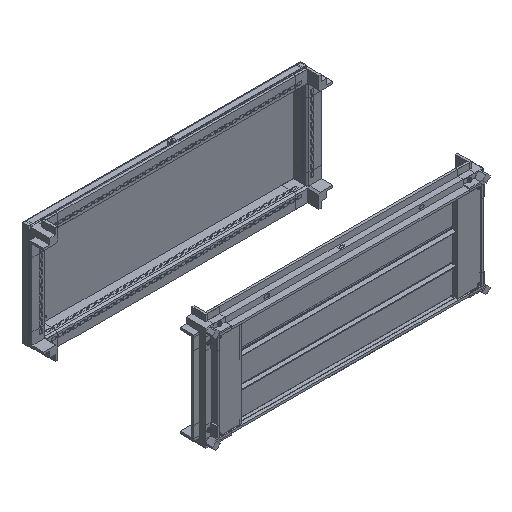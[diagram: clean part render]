
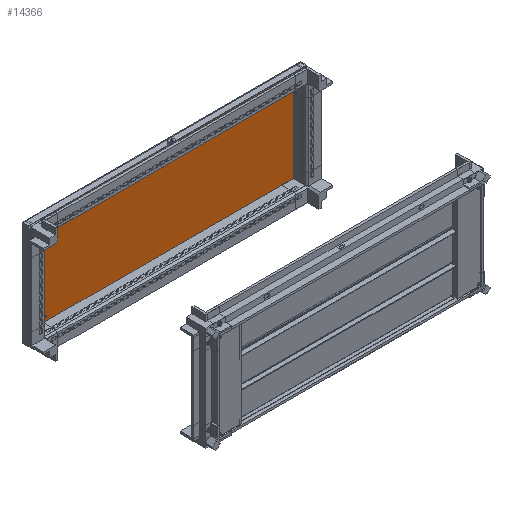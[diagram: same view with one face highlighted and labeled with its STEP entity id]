
A CAD part, isometric view. The second image highlights one B-rep face of the part: STEP entity #14366.
In plain terms, the highlighted planar face has unit normal (0, -1, 0).
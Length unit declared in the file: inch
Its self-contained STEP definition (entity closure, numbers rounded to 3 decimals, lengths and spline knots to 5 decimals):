
#4590 = CARTESIAN_POINT ( 'NONE',  ( -18.87787, 24.44157, 7.06685 ) ) ;
#14366 = ADVANCED_FACE ( 'NONE', ( #164824 ), #59753, .T. ) ;
#14678 = DIRECTION ( 'NONE',  ( 0., 0., -1. ) ) ;
#17301 = VERTEX_POINT ( 'NONE', #4590 ) ;
#19119 = ORIENTED_EDGE ( 'NONE', *, *, #43892, .T. ) ;
#24073 = CARTESIAN_POINT ( 'NONE',  ( -18.87787, 24.44157, 7.06685 ) ) ;
#24296 = EDGE_CURVE ( 'NONE', #118529, #126379, #111005, .T. ) ;
#38866 = CARTESIAN_POINT ( 'NONE',  ( 0., 24.44157, 0. ) ) ;
#43892 = EDGE_CURVE ( 'NONE', #193019, #118529, #165012, .T. ) ;
#44593 = CARTESIAN_POINT ( 'NONE',  ( -18.87787, 24.44157, -7.06685 ) ) ;
#58364 = EDGE_CURVE ( 'NONE', #17301, #193019, #59905, .T. ) ;
#59753 = PLANE ( 'NONE',  #83004 ) ;
#59905 = LINE ( 'NONE', #44593, #216850 ) ;
#64026 = CARTESIAN_POINT ( 'NONE',  ( 18.87787, 24.44157, -7.06685 ) ) ;
#70179 = DIRECTION ( 'NONE',  ( 1., 0., 0. ) ) ;
#71664 = DIRECTION ( 'NONE',  ( 0., 0., 1. ) ) ;
#79212 = VECTOR ( 'NONE', #134740, 39.37008 ) ;
#79476 = DIRECTION ( 'NONE',  ( 0., -1., 0. ) ) ;
#82623 = VECTOR ( 'NONE', #71664, 39.37008 ) ;
#83004 = AXIS2_PLACEMENT_3D ( 'NONE', #38866, #79476, #14678 ) ;
#86576 = ORIENTED_EDGE ( 'NONE', *, *, #58364, .T. ) ;
#88602 = CARTESIAN_POINT ( 'NONE',  ( -18.87787, 24.44157, -7.06685 ) ) ;
#100323 = LINE ( 'NONE', #24073, #79212 ) ;
#111005 = LINE ( 'NONE', #166443, #82623 ) ;
#118529 = VERTEX_POINT ( 'NONE', #64026 ) ;
#119630 = DIRECTION ( 'NONE',  ( 0., 0., -1. ) ) ;
#126379 = VERTEX_POINT ( 'NONE', #160631 ) ;
#134740 = DIRECTION ( 'NONE',  ( -1., 0., 0. ) ) ;
#159470 = VECTOR ( 'NONE', #70179, 39.37008 ) ;
#160631 = CARTESIAN_POINT ( 'NONE',  ( 18.87787, 24.44157, 7.06685 ) ) ;
#164824 = FACE_OUTER_BOUND ( 'NONE', #200523, .T. ) ;
#165012 = LINE ( 'NONE', #238840, #159470 ) ;
#166443 = CARTESIAN_POINT ( 'NONE',  ( 18.87787, 24.44157, 7.06685 ) ) ;
#189951 = ORIENTED_EDGE ( 'NONE', *, *, #24296, .T. ) ;
#192186 = EDGE_CURVE ( 'NONE', #126379, #17301, #100323, .T. ) ;
#193019 = VERTEX_POINT ( 'NONE', #88602 ) ;
#200523 = EDGE_LOOP ( 'NONE', ( #19119, #189951, #221691, #86576 ) ) ;
#216850 = VECTOR ( 'NONE', #119630, 39.37008 ) ;
#221691 = ORIENTED_EDGE ( 'NONE', *, *, #192186, .T. ) ;
#238840 = CARTESIAN_POINT ( 'NONE',  ( 18.87787, 24.44157, -7.06685 ) ) ;
